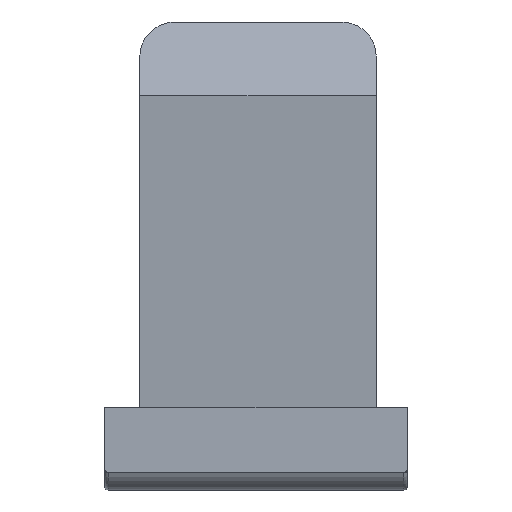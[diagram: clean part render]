
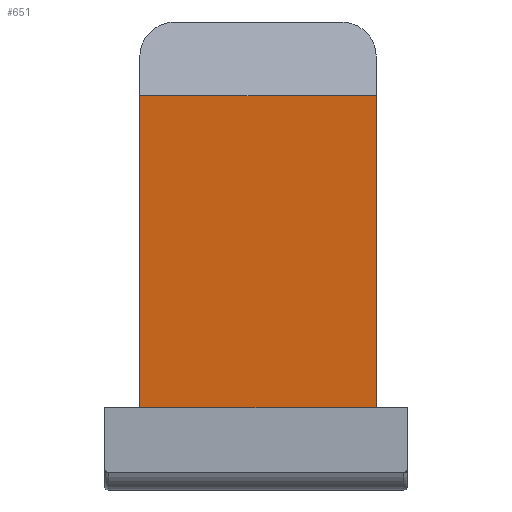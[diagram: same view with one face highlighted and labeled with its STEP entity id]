
A CAD part, left-side view. The second image highlights one B-rep face of the part: STEP entity #651.
In plain terms, the highlighted planar face has unit normal (-0.995, 0, -0.096).
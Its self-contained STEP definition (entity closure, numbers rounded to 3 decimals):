
#70=FACE_OUTER_BOUND('',#111,.T.);
#111=EDGE_LOOP('',(#435,#436,#437,#438,#439,#440));
#152=ELLIPSE('',#707,2.009,2.);
#153=ELLIPSE('',#708,2.009,2.);
#178=LINE('',#996,#225);
#179=LINE('',#998,#226);
#180=LINE('',#1000,#227);
#181=LINE('',#1004,#228);
#225=VECTOR('',#789,10.);
#226=VECTOR('',#790,10.);
#227=VECTOR('',#791,10.);
#228=VECTOR('',#794,10.);
#272=VERTEX_POINT('',#994);
#273=VERTEX_POINT('',#995);
#274=VERTEX_POINT('',#997);
#275=VERTEX_POINT('',#999);
#276=VERTEX_POINT('',#1001);
#277=VERTEX_POINT('',#1003);
#334=EDGE_CURVE('',#272,#273,#178,.T.);
#335=EDGE_CURVE('',#274,#273,#179,.T.);
#336=EDGE_CURVE('',#274,#275,#180,.T.);
#337=EDGE_CURVE('',#275,#276,#152,.F.);
#338=EDGE_CURVE('',#277,#276,#181,.F.);
#339=EDGE_CURVE('',#272,#277,#153,.T.);
#435=ORIENTED_EDGE('',*,*,#334,.T.);
#436=ORIENTED_EDGE('',*,*,#335,.F.);
#437=ORIENTED_EDGE('',*,*,#336,.T.);
#438=ORIENTED_EDGE('',*,*,#337,.T.);
#439=ORIENTED_EDGE('',*,*,#338,.F.);
#440=ORIENTED_EDGE('',*,*,#339,.F.);
#637=PLANE('',#706);
#651=ADVANCED_FACE('',(#70),#637,.T.);
#706=AXIS2_PLACEMENT_3D('',#993,#787,#788);
#707=AXIS2_PLACEMENT_3D('',#1002,#792,#793);
#708=AXIS2_PLACEMENT_3D('',#1005,#795,#796);
#787=DIRECTION('center_axis',(-0.995,0.,-0.096));
#788=DIRECTION('ref_axis',(0.,-1.,0.));
#789=DIRECTION('',(-0.096,0.,0.995));
#790=DIRECTION('',(0.,-1.,0.));
#791=DIRECTION('',(0.096,0.,-0.995));
#792=DIRECTION('center_axis',(-0.995,0.,-0.096));
#793=DIRECTION('ref_axis',(-0.096,0.,0.995));
#794=DIRECTION('',(0.,-1.,0.));
#795=DIRECTION('center_axis',(-0.995,0.,-0.096));
#796=DIRECTION('ref_axis',(0.096,0.,-0.995));
#993=CARTESIAN_POINT('Origin',(2.873,46.5,5.512));
#994=CARTESIAN_POINT('',(2.707,16.,7.241));
#995=CARTESIAN_POINT('',(-0.652,16.,42.087));
#996=CARTESIAN_POINT('',(2.873,16.,5.515));
#997=CARTESIAN_POINT('',(-0.652,42.548,42.087));
#998=CARTESIAN_POINT('',(-0.652,46.5,42.087));
#999=CARTESIAN_POINT('',(2.707,42.548,7.241));
#1000=CARTESIAN_POINT('',(0.52,42.548,29.924));
#1001=CARTESIAN_POINT('',(2.873,43.542,5.512));
#1002=CARTESIAN_POINT('Origin',(2.707,44.548,7.241));
#1003=CARTESIAN_POINT('',(2.873,15.005,5.512));
#1004=CARTESIAN_POINT('',(2.873,46.5,5.512));
#1005=CARTESIAN_POINT('Origin',(2.707,14.,7.241));
